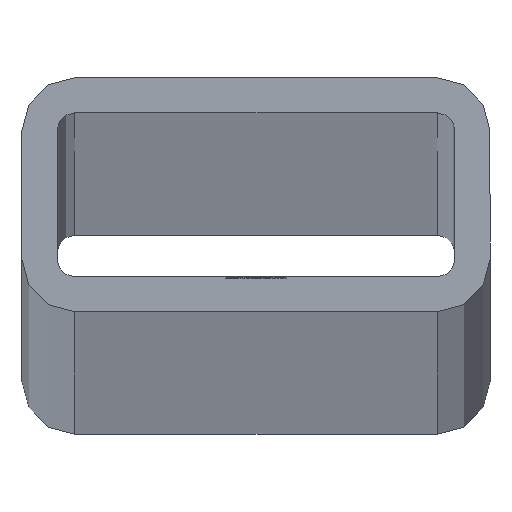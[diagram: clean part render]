
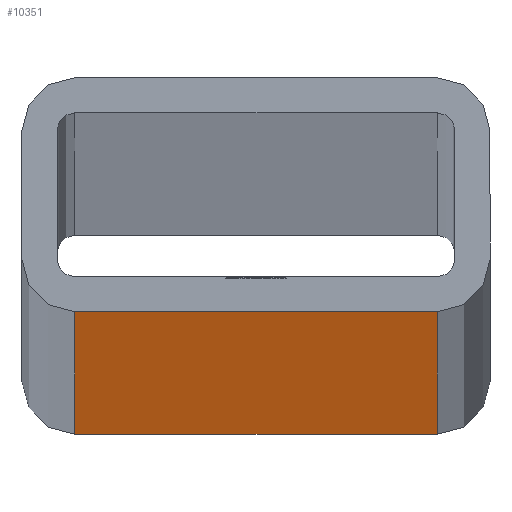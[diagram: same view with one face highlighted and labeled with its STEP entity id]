
A CAD part, top view. The second image highlights one B-rep face of the part: STEP entity #10351.
In plain terms, the highlighted planar face has unit normal (0, -1, 0).
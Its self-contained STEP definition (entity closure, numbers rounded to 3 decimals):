
#36 = DIRECTION ( 'NONE',  ( 0., 0., -1. ) ) ;
#145 = LINE ( 'NONE', #11619, #1535 ) ;
#603 = LINE ( 'NONE', #10064, #1837 ) ;
#779 = VECTOR ( 'NONE', #36, 1000. ) ;
#1056 = CARTESIAN_POINT ( 'NONE',  ( -15.5, -10., -6000. ) ) ;
#1535 = VECTOR ( 'NONE', #7720, 1000. ) ;
#1639 = AXIS2_PLACEMENT_3D ( 'NONE', #11379, #9511, #3588 ) ;
#1837 = VECTOR ( 'NONE', #2310, 1000. ) ;
#2125 = ORIENTED_EDGE ( 'NONE', *, *, #3879, .F. ) ;
#2310 = DIRECTION ( 'NONE',  ( 1., 0., 0. ) ) ;
#2688 = DIRECTION ( 'NONE',  ( 0., 0., 1. ) ) ;
#2748 = VECTOR ( 'NONE', #2688, 1000. ) ;
#3480 = ORIENTED_EDGE ( 'NONE', *, *, #12473, .T. ) ;
#3588 = DIRECTION ( 'NONE',  ( 0., 0., -1. ) ) ;
#3879 = EDGE_CURVE ( 'NONE', #4552, #5901, #145, .T. ) ;
#4552 = VERTEX_POINT ( 'NONE', #9056 ) ;
#4619 = PLANE ( 'NONE',  #1639 ) ;
#4707 = EDGE_CURVE ( 'NONE', #4552, #5301, #4933, .T. ) ;
#4933 = LINE ( 'NONE', #1056, #779 ) ;
#4965 = VERTEX_POINT ( 'NONE', #7325 ) ;
#5301 = VERTEX_POINT ( 'NONE', #11548 ) ;
#5469 = CARTESIAN_POINT ( 'NONE',  ( 15.5, -10., -6000. ) ) ;
#5593 = EDGE_LOOP ( 'NONE', ( #2125, #7023, #3480, #6671 ) ) ;
#5901 = VERTEX_POINT ( 'NONE', #7449 ) ;
#6671 = ORIENTED_EDGE ( 'NONE', *, *, #10336, .T. ) ;
#7023 = ORIENTED_EDGE ( 'NONE', *, *, #4707, .T. ) ;
#7325 = CARTESIAN_POINT ( 'NONE',  ( 15.5, -10., -6000. ) ) ;
#7449 = CARTESIAN_POINT ( 'NONE',  ( 15.5, -10., 0. ) ) ;
#7720 = DIRECTION ( 'NONE',  ( 1., 0., 0. ) ) ;
#9056 = CARTESIAN_POINT ( 'NONE',  ( -15.5, -10., 0. ) ) ;
#9511 = DIRECTION ( 'NONE',  ( 0., -1., 0. ) ) ;
#10064 = CARTESIAN_POINT ( 'NONE',  ( -20., -10., -6000. ) ) ;
#10237 = LINE ( 'NONE', #5469, #2748 ) ;
#10336 = EDGE_CURVE ( 'NONE', #4965, #5901, #10237, .T. ) ;
#10351 = ADVANCED_FACE ( 'NONE', ( #10526 ), #4619, .T. ) ;
#10526 = FACE_OUTER_BOUND ( 'NONE', #5593, .T. ) ;
#11379 = CARTESIAN_POINT ( 'NONE',  ( -20., -10., -6000. ) ) ;
#11548 = CARTESIAN_POINT ( 'NONE',  ( -15.5, -10., -6000. ) ) ;
#11619 = CARTESIAN_POINT ( 'NONE',  ( -20., -10., 0. ) ) ;
#12473 = EDGE_CURVE ( 'NONE', #5301, #4965, #603, .T. ) ;
